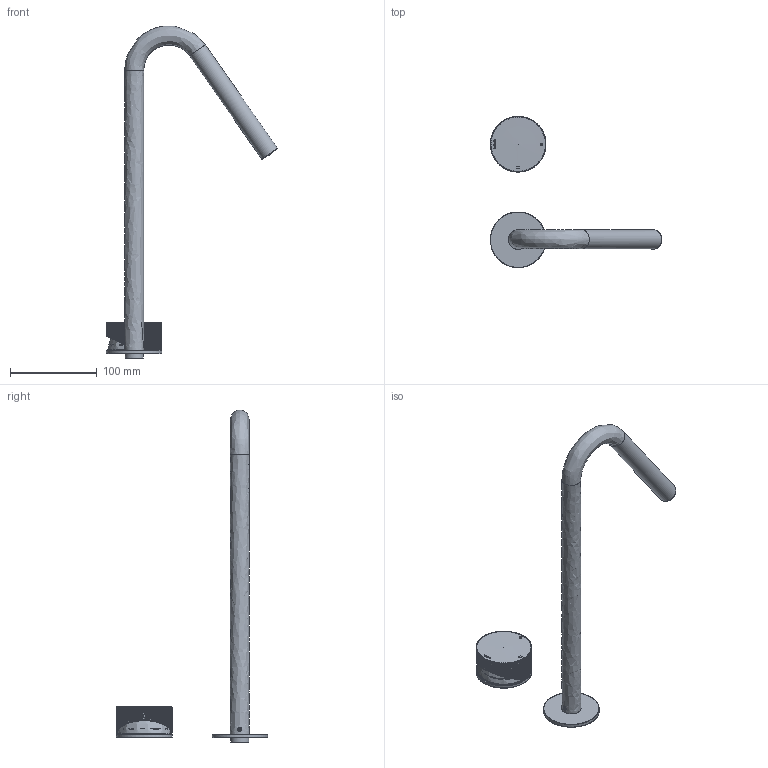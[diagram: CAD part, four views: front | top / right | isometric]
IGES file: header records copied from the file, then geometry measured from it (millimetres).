
Start section: C
Global section: file name: GY023HR-00.igs; native system: By Siemens PLM Incorporated; preprocessor: XPlus GENERIC/IGES 26.1.183; author: Author; organization: Title; date: 20241216.075047; units: millimetre
Bounding box: 197.13 x 173.97 x 382.21 mm (x, y, z)
Surface area: 108852.5 mm2 (no closed solid volume)
Topology: 0 solids, 0 shells, 2717 faces, 16045 edges, 15638 vertices
Faces by surface type: bspline 2717
